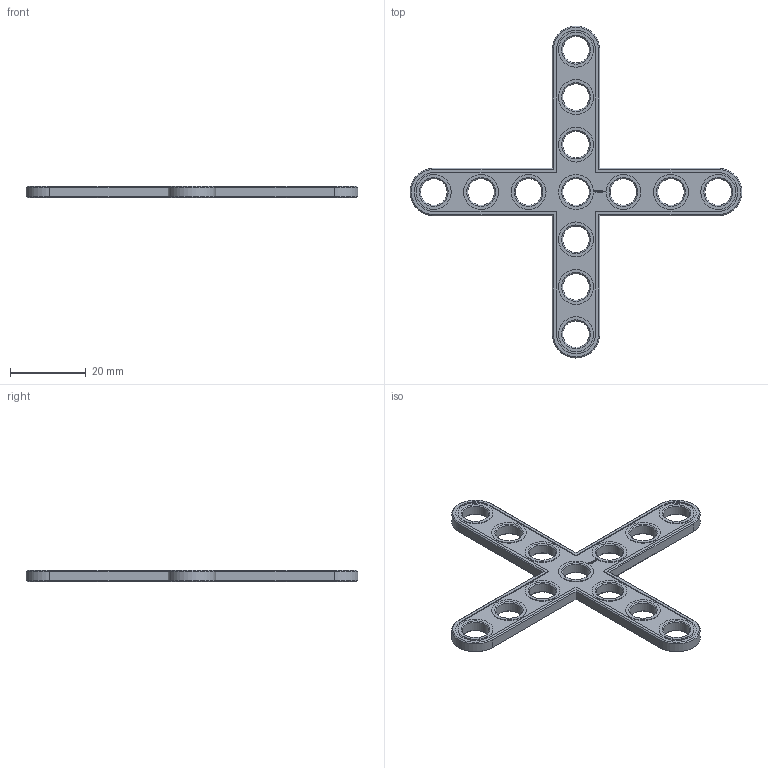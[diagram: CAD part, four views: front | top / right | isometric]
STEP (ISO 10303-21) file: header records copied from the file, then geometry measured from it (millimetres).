
FILE_DESCRIPTION(('FreeCAD Model'),'2;1');
FILE_NAME('Open CASCADE Shape Model','2023-10-20T20:18:30',(''),(''), 'Open CASCADE STEP processor 7.6','FreeCAD','Unknown');
FILE_SCHEMA(('AUTOMOTIVE_DESIGN { 1 0 10303 214 1 1 1 1 }'));
Length unit declared in the file: millimetre
Products named in the file (1): Brace CRS STD SYM ER BU07x00,25 - SPN-BRC-0602 (stemfie.org)
Bounding box: 87.5 x 87.5 x 3.12 mm (x, y, z)
Volume: 4370.4 mm3; surface area: 4775.6 mm2
Topology: 1 solids, 1 shells, 649 faces, 1761 edges, 1162 vertices
Faces by surface type: plane 351, extrusion 216, cone 48, cylinder 34
Full cylindrical faces by diameter (mm): 7 x13, 9.2 x13
Entity records: 44496 total; most frequent: CARTESIAN_POINT 11993, DIRECTION 4811, VECTOR 3619, ORIENTED_EDGE 3522, PCURVE 3522, DEFINITIONAL_REPRESENTATION 3522, LINE 3403, B_SPLINE_CURVE_WITH_KNOTS 1856
